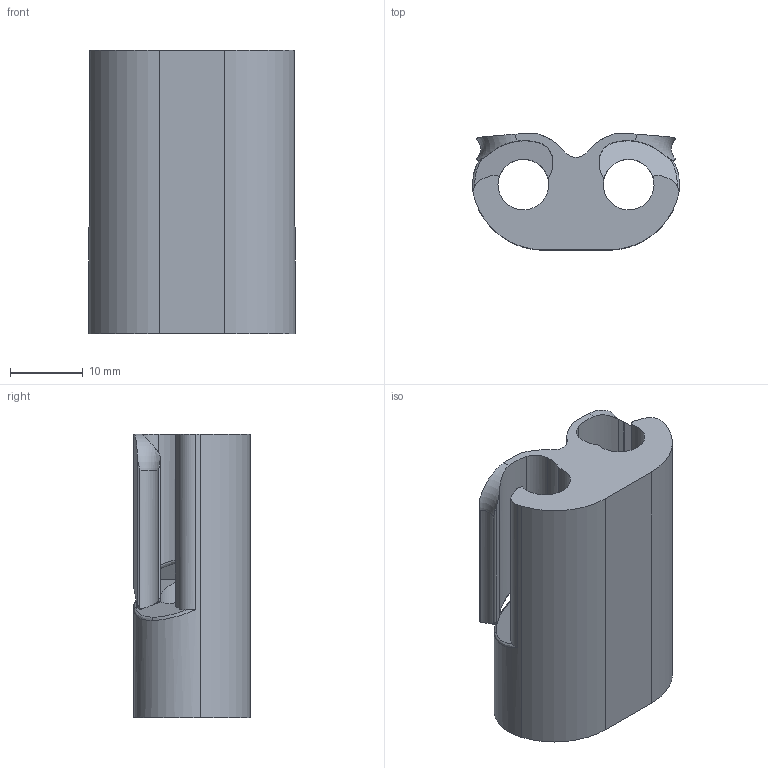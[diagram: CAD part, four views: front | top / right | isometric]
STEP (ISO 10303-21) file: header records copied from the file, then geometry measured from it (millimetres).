
FILE_DESCRIPTION(/* description */ ('HOOPS Exchange Step','CAx-IF Rec.Pracs.---Representation and Presentation of Product Manufacturing Information (PMI)---4.0---2014-10-13'),/* implementation_level */ '2;1');
FILE_NAME(/* name */ 'Rana_Mini_Hinge_2_spring_new.step',/* time_stamp */ '2025-01-13T19:35:24-06:00',/* author */ (''),/* organization */ (''),/* preprocessor_version */ 'ST-DEVELOPER v20',/* originating_system */ 'Autodesk Translation Framework v13.20.0.188',/* authorisation */ '');
FILE_SCHEMA (('AP242_MANAGED_MODEL_BASED_3D_ENGINEERING_MIM_LF { 1 0 10303 442 1 1 4 }'));
Length unit declared in the file: millimetre
Products named in the file (2): rana_mini_hinge_2_spring_new-step; Default
Assembly tree (1 placements, depth 2):
  rana_mini_hinge_2_spring_new-step
    Default
Bounding box: 28.49 x 16 x 39 mm (x, y, z)
Volume: 10376 mm3; surface area: 5659.9 mm2
Topology: 1 solids, 1 shells, 109 faces, 296 edges, 182 vertices
Faces by surface type: cylinder 47, bspline 39, plane 21, torus 2
Full cylindrical faces by diameter (mm): 7 x2
Entity records: 6459 total; most frequent: CARTESIAN_POINT 3755, ORIENTED_EDGE 578, DIRECTION 554, EDGE_CURVE 289, AXIS2_PLACEMENT_3D 233, VERTEX_POINT 181, EDGE_LOOP 110, FACE_OUTER_BOUND 108
